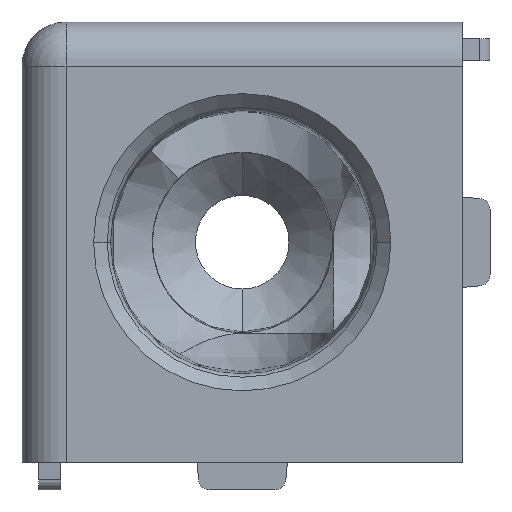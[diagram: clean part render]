
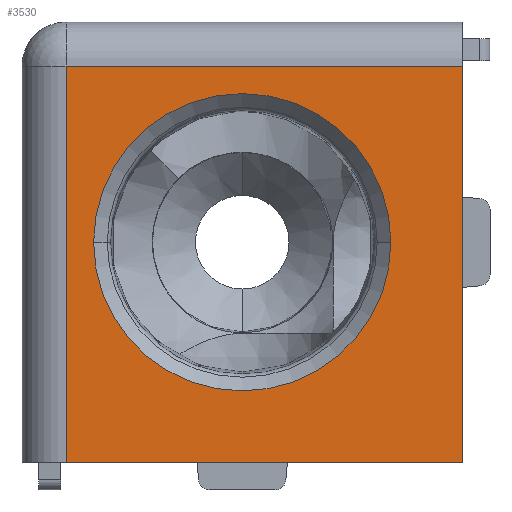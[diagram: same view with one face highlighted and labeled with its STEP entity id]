
A CAD part, front view. The second image highlights one B-rep face of the part: STEP entity #3530.
In plain terms, the highlighted planar face has unit normal (0, -1, 0).
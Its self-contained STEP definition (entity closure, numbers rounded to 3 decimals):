
#59 = CIRCLE ( 'NONE', #4038, 13.5 ) ;
#223 = CARTESIAN_POINT ( 'NONE',  ( 20., -20., 16. ) ) ;
#439 = ORIENTED_EDGE ( 'NONE', *, *, #3111, .T. ) ;
#455 = EDGE_CURVE ( 'NONE', #1112, #2599, #3990, .T. ) ;
#571 = AXIS2_PLACEMENT_3D ( 'NONE', #2727, #649, #3063 ) ;
#600 = DIRECTION ( 'NONE',  ( 0., 0., -1. ) ) ;
#625 = DIRECTION ( 'NONE',  ( 1., 0., 0. ) ) ;
#649 = DIRECTION ( 'NONE',  ( 0., 1., 0. ) ) ;
#711 = VECTOR ( 'NONE', #600, 1000. ) ;
#986 = CARTESIAN_POINT ( 'NONE',  ( -20., -20., -20. ) ) ;
#1056 = LINE ( 'NONE', #3763, #711 ) ;
#1112 = VERTEX_POINT ( 'NONE', #1682 ) ;
#1341 = EDGE_CURVE ( 'NONE', #3025, #2697, #1056, .T. ) ;
#1392 = EDGE_CURVE ( 'NONE', #3025, #1112, #1627, .T. ) ;
#1428 = ORIENTED_EDGE ( 'NONE', *, *, #1392, .T. ) ;
#1537 = VERTEX_POINT ( 'NONE', #2481 ) ;
#1543 = CARTESIAN_POINT ( 'NONE',  ( 0., -20., 0. ) ) ;
#1549 = ORIENTED_EDGE ( 'NONE', *, *, #455, .T. ) ;
#1627 = LINE ( 'NONE', #2056, #3248 ) ;
#1682 = CARTESIAN_POINT ( 'NONE',  ( -16., -20., 16. ) ) ;
#1786 = VERTEX_POINT ( 'NONE', #2851 ) ;
#1856 = EDGE_CURVE ( 'NONE', #1786, #1537, #59, .T. ) ;
#1866 = CARTESIAN_POINT ( 'NONE',  ( 20., -20., -20. ) ) ;
#1892 = DIRECTION ( 'NONE',  ( -1., 0., 0. ) ) ;
#2056 = CARTESIAN_POINT ( 'NONE',  ( -20., -20., 16. ) ) ;
#2230 = ORIENTED_EDGE ( 'NONE', *, *, #1856, .T. ) ;
#2372 = DIRECTION ( 'NONE',  ( -1., 0., 0. ) ) ;
#2481 = CARTESIAN_POINT ( 'NONE',  ( 13.5, -20., 0. ) ) ;
#2599 = VERTEX_POINT ( 'NONE', #3811 ) ;
#2697 = VERTEX_POINT ( 'NONE', #1866 ) ;
#2727 = CARTESIAN_POINT ( 'NONE',  ( 0., -20., 0. ) ) ;
#2750 = PLANE ( 'NONE',  #3706 ) ;
#2851 = CARTESIAN_POINT ( 'NONE',  ( -13.5, -20., 0. ) ) ;
#2937 = CIRCLE ( 'NONE', #571, 13.5 ) ;
#2985 = ORIENTED_EDGE ( 'NONE', *, *, #1341, .F. ) ;
#2995 = FACE_OUTER_BOUND ( 'NONE', #2998, .T. ) ;
#2998 = EDGE_LOOP ( 'NONE', ( #2985, #1428, #1549, #4089 ) ) ;
#3025 = VERTEX_POINT ( 'NONE', #223 ) ;
#3035 = VECTOR ( 'NONE', #3132, 1000. ) ;
#3063 = DIRECTION ( 'NONE',  ( -1., 0., 0. ) ) ;
#3088 = DIRECTION ( 'NONE',  ( -1., 0., 0. ) ) ;
#3091 = CARTESIAN_POINT ( 'NONE',  ( -16., -20., 20. ) ) ;
#3111 = EDGE_CURVE ( 'NONE', #1537, #1786, #2937, .T. ) ;
#3113 = FACE_BOUND ( 'NONE', #4463, .T. ) ;
#3132 = DIRECTION ( 'NONE',  ( 0., 0., -1. ) ) ;
#3224 = VECTOR ( 'NONE', #625, 1000. ) ;
#3248 = VECTOR ( 'NONE', #2372, 1000. ) ;
#3498 = EDGE_CURVE ( 'NONE', #2599, #2697, #4261, .T. ) ;
#3530 = ADVANCED_FACE ( 'NONE', ( #3113, #2995 ), #2750, .F. ) ;
#3706 = AXIS2_PLACEMENT_3D ( 'NONE', #4470, #4135, #3088 ) ;
#3763 = CARTESIAN_POINT ( 'NONE',  ( 20., -20., 20. ) ) ;
#3811 = CARTESIAN_POINT ( 'NONE',  ( -16., -20., -20. ) ) ;
#3978 = DIRECTION ( 'NONE',  ( 0., 1., 0. ) ) ;
#3990 = LINE ( 'NONE', #3091, #3035 ) ;
#4038 = AXIS2_PLACEMENT_3D ( 'NONE', #1543, #3978, #1892 ) ;
#4089 = ORIENTED_EDGE ( 'NONE', *, *, #3498, .T. ) ;
#4135 = DIRECTION ( 'NONE',  ( 0., 1., 0. ) ) ;
#4261 = LINE ( 'NONE', #986, #3224 ) ;
#4463 = EDGE_LOOP ( 'NONE', ( #439, #2230 ) ) ;
#4470 = CARTESIAN_POINT ( 'NONE',  ( -20., -20., 20. ) ) ;
